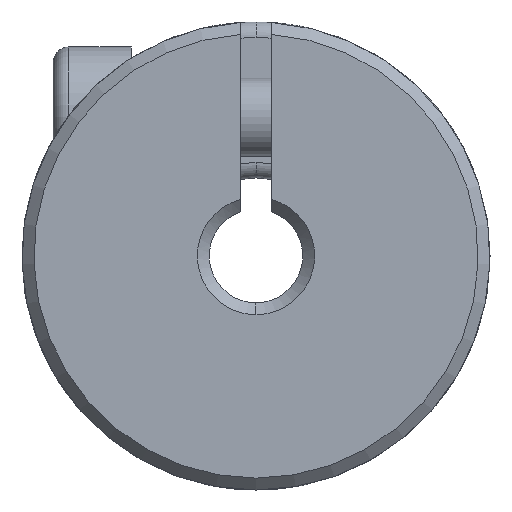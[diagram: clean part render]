
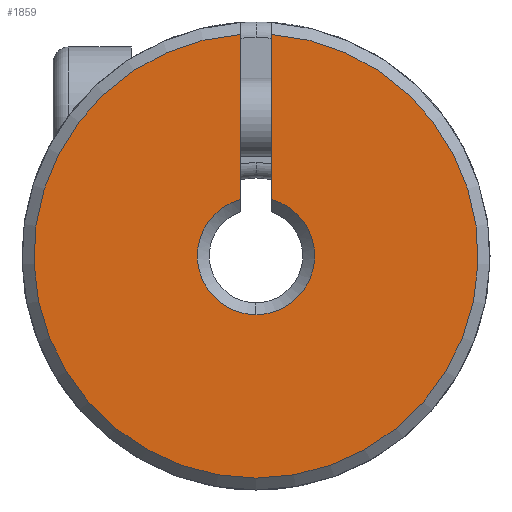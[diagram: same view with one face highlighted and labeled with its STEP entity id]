
A CAD part, left-side view. The second image highlights one B-rep face of the part: STEP entity #1859.
In plain terms, the highlighted planar face has unit normal (-1, 0, 0).
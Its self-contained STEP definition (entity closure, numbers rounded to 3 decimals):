
#324 = EDGE_LOOP ( 'NONE', ( #2854, #2855, #2856, #2857, #2858 ) ) ;
#573 = VERTEX_POINT ( 'NONE', #970 ) ;
#574 = VERTEX_POINT ( 'NONE', #971 ) ;
#614 = VERTEX_POINT ( 'NONE', #1011 ) ;
#615 = VERTEX_POINT ( 'NONE', #1012 ) ;
#616 = VERTEX_POINT ( 'NONE', #1013 ) ;
#970 = CARTESIAN_POINT ( 'NONE',  ( -10., 0., -1.881 ) ) ;
#971 = CARTESIAN_POINT ( 'NONE',  ( -10., -0.5, 1.813 ) ) ;
#1011 = CARTESIAN_POINT ( 'NONE',  ( -10., -0.5, 7.101 ) ) ;
#1012 = CARTESIAN_POINT ( 'NONE',  ( -10., 0.5, 1.813 ) ) ;
#1013 = CARTESIAN_POINT ( 'NONE',  ( -10., 0.5, 7.101 ) ) ;
#1859 = ADVANCED_FACE ( 'NONE', ( #4390 ), #5716, .T. ) ;
#2492 = EDGE_CURVE ( 'NONE', #573, #574, #7848, .T. ) ;
#2547 = EDGE_CURVE ( 'NONE', #615, #616, #7903, .T. ) ;
#2550 = EDGE_CURVE ( 'NONE', #615, #573, #7914, .T. ) ;
#2551 = EDGE_CURVE ( 'NONE', #614, #616, #7916, .T. ) ;
#2552 = EDGE_CURVE ( 'NONE', #574, #614, #7899, .T. ) ;
#2854 = ORIENTED_EDGE ( 'NONE', *, *, #2552, .F. ) ;
#2855 = ORIENTED_EDGE ( 'NONE', *, *, #2492, .F. ) ;
#2856 = ORIENTED_EDGE ( 'NONE', *, *, #2550, .F. ) ;
#2857 = ORIENTED_EDGE ( 'NONE', *, *, #2547, .T. ) ;
#2858 = ORIENTED_EDGE ( 'NONE', *, *, #2551, .F. ) ;
#4390 = FACE_OUTER_BOUND ( 'NONE', #324, .T. ) ;
#5715 = CARTESIAN_POINT ( 'NONE',  ( -10., 0., 0. ) ) ;
#5716 = PLANE ( 'NONE',  #6096 ) ;
#5721 = DIRECTION ( 'NONE',  ( -1., 0., 0. ) ) ;
#5722 = DIRECTION ( 'NONE',  ( 0., 0., -1. ) ) ;
#6096 = AXIS2_PLACEMENT_3D ( 'NONE', #5715, #5721, #5722 ) ;
#7457 = CARTESIAN_POINT ( 'NONE',  ( -10., 0., 0. ) ) ;
#7460 = DIRECTION ( 'NONE',  ( -1., 0., 0. ) ) ;
#7461 = DIRECTION ( 'NONE',  ( 0., 0., -1. ) ) ;
#7848 = CIRCLE ( 'NONE', #8544, 1.881 ) ;
#7899 = LINE ( 'NONE', #8716, #7905 ) ;
#7901 = VECTOR ( 'NONE', #8704, 1000. ) ;
#7903 = LINE ( 'NONE', #8703, #7901 ) ;
#7905 = VECTOR ( 'NONE', #8717, 1000. ) ;
#7914 = CIRCLE ( 'NONE', #8575, 1.881 ) ;
#7916 = CIRCLE ( 'NONE', #8573, 7.119 ) ;
#8544 = AXIS2_PLACEMENT_3D ( 'NONE', #7457, #7460, #7461 ) ;
#8573 = AXIS2_PLACEMENT_3D ( 'NONE', #8712, #8714, #8715 ) ;
#8575 = AXIS2_PLACEMENT_3D ( 'NONE', #8709, #8710, #8711 ) ;
#8703 = CARTESIAN_POINT ( 'NONE',  ( -10., 0.5, 0. ) ) ;
#8704 = DIRECTION ( 'NONE',  ( 0., 0., 1. ) ) ;
#8709 = CARTESIAN_POINT ( 'NONE',  ( -10., 0., 0. ) ) ;
#8710 = DIRECTION ( 'NONE',  ( -1., 0., 0. ) ) ;
#8711 = DIRECTION ( 'NONE',  ( 0., 0., -1. ) ) ;
#8712 = CARTESIAN_POINT ( 'NONE',  ( -10., 0., 0. ) ) ;
#8714 = DIRECTION ( 'NONE',  ( 1., 0., 0. ) ) ;
#8715 = DIRECTION ( 'NONE',  ( 0., 0., -1. ) ) ;
#8716 = CARTESIAN_POINT ( 'NONE',  ( -10., -0.5, 0. ) ) ;
#8717 = DIRECTION ( 'NONE',  ( 0., 0., 1. ) ) ;
